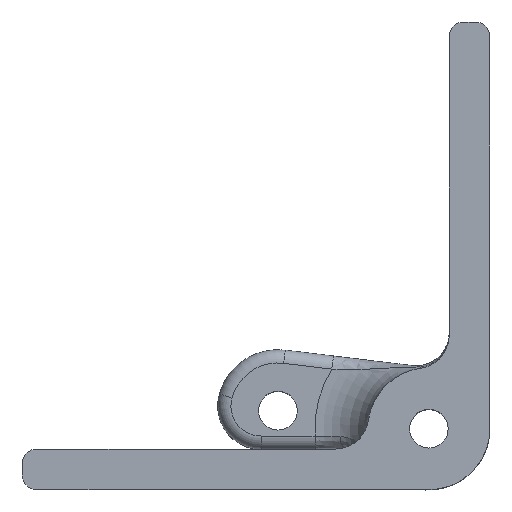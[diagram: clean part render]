
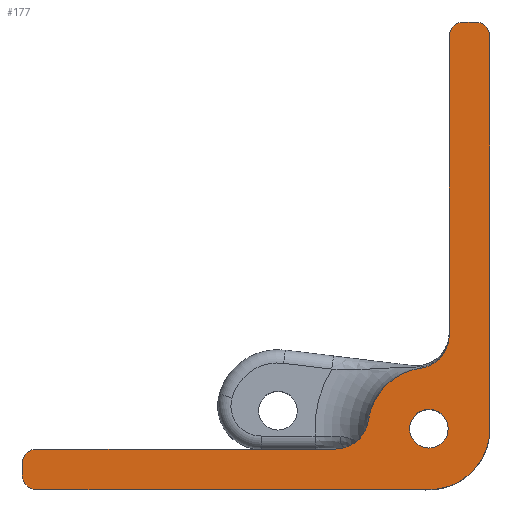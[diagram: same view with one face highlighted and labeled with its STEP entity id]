
A CAD part, top view. The second image highlights one B-rep face of the part: STEP entity #177.
In plain terms, the highlighted planar face has unit normal (0, 0, 1).
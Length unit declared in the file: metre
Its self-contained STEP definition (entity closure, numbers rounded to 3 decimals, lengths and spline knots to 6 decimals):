
#177 = ADVANCED_FACE( '', ( #358, #359 ), #360, .T. );
#358 = FACE_OUTER_BOUND( '', #1556, .T. );
#359 = FACE_BOUND( '', #1557, .T. );
#360 = PLANE( '', #1558 );
#1556 = EDGE_LOOP( '', ( #1958, #1959, #1960, #1961, #1962, #1963, #1964, #1965, #1966, #1967, #1968, #1969, #1970, #1971 ) );
#1557 = EDGE_LOOP( '', ( #1972 ) );
#1558 = AXIS2_PLACEMENT_3D( '', #1973, #1974, #1975 );
#1958 = ORIENTED_EDGE( '', *, *, #2170, .F. );
#1959 = ORIENTED_EDGE( '', *, *, #2062, .T. );
#1960 = ORIENTED_EDGE( '', *, *, #2134, .F. );
#1961 = ORIENTED_EDGE( '', *, *, #2047, .T. );
#1962 = ORIENTED_EDGE( '', *, *, #2161, .T. );
#1963 = ORIENTED_EDGE( '', *, *, #2174, .T. );
#1964 = ORIENTED_EDGE( '', *, *, #2030, .T. );
#1965 = ORIENTED_EDGE( '', *, *, #2093, .T. );
#1966 = ORIENTED_EDGE( '', *, *, #2139, .T. );
#1967 = ORIENTED_EDGE( '', *, *, #2195, .T. );
#1968 = ORIENTED_EDGE( '', *, *, #2129, .T. );
#1969 = ORIENTED_EDGE( '', *, *, #2172, .T. );
#1970 = ORIENTED_EDGE( '', *, *, #2155, .F. );
#1971 = ORIENTED_EDGE( '', *, *, #2018, .T. );
#1972 = ORIENTED_EDGE( '', *, *, #2123, .F. );
#1973 = CARTESIAN_POINT( '', ( -0.00629, 0.06155, 0.0263 ) );
#1974 = DIRECTION( '', ( 0., 0., 1. ) );
#1975 = DIRECTION( '', ( 1., 0., 0. ) );
#2018 = EDGE_CURVE( '', #2202, #2203, #2204, .T. );
#2030 = EDGE_CURVE( '', #2225, #2223, #2226, .T. );
#2047 = EDGE_CURVE( '', #2239, #2254, #2256, .T. );
#2062 = EDGE_CURVE( '', #2280, #2281, #2282, .T. );
#2093 = EDGE_CURVE( '', #2223, #2326, #2328, .T. );
#2123 = EDGE_CURVE( '', #2371, #2371, #2372, .T. );
#2129 = EDGE_CURVE( '', #2380, #2378, #2381, .T. );
#2134 = EDGE_CURVE( '', #2239, #2281, #2387, .T. );
#2139 = EDGE_CURVE( '', #2326, #2392, #2394, .T. );
#2155 = EDGE_CURVE( '', #2202, #2411, #2414, .T. );
#2161 = EDGE_CURVE( '', #2254, #2419, #2421, .T. );
#2170 = EDGE_CURVE( '', #2280, #2203, #2430, .T. );
#2172 = EDGE_CURVE( '', #2378, #2411, #2432, .F. );
#2174 = EDGE_CURVE( '', #2419, #2225, #2434, .T. );
#2195 = EDGE_CURVE( '', #2392, #2380, #2457, .F. );
#2202 = VERTEX_POINT( '', #2464 );
#2203 = VERTEX_POINT( '', #2465 );
#2204 = CIRCLE( '', #2466, 0.000724 );
#2223 = VERTEX_POINT( '', #2488 );
#2225 = VERTEX_POINT( '', #2491 );
#2226 = LINE( '', #2492, #2493 );
#2239 = VERTEX_POINT( '', #2547 );
#2254 = VERTEX_POINT( '', #2638 );
#2256 = CIRCLE( '', #2641, 0.003 );
#2280 = VERTEX_POINT( '', #2726 );
#2281 = VERTEX_POINT( '', #2727 );
#2282 = CIRCLE( '', #2728, 0.000724 );
#2326 = VERTEX_POINT( '', #2930 );
#2328 = CIRCLE( '', #2933, 0.000724 );
#2371 = VERTEX_POINT( '', #3124 );
#2372 = CIRCLE( '', #3125, 0.00095 );
#2378 = VERTEX_POINT( '', #3162 );
#2380 = VERTEX_POINT( '', #3165 );
#2381 = CIRCLE( '', #3166, 0.003 );
#2387 = LINE( '', #3232, #3233 );
#2392 = VERTEX_POINT( '', #3243 );
#2394 = LINE( '', #3246, #3247 );
#2411 = VERTEX_POINT( '', #3266 );
#2414 = LINE( '', #3271, #3272 );
#2419 = VERTEX_POINT( '', #3278 );
#2421 = LINE( '', #3281, #3282 );
#2430 = LINE( '', #3296, #3297 );
#2432 = CIRCLE( '', #3299, 0.001639 );
#2434 = CIRCLE( '', #3301, 0.000724 );
#2457 = CIRCLE( '', #3343, 0.001639 );
#2464 = CARTESIAN_POINT( '', ( 0.007144, 0.0356, 0.0263 ) );
#2465 = CARTESIAN_POINT( '', ( 0.00642, 0.034876, 0.0263 ) );
#2466 = AXIS2_PLACEMENT_3D( '', #3349, #3350, #3351 );
#2488 = CARTESIAN_POINT( '', ( 0.028144, 0.0566, 0.0263 ) );
#2491 = CARTESIAN_POINT( '', ( 0.028696, 0.0566, 0.0263 ) );
#2492 = CARTESIAN_POINT( '', ( 0.02842, 0.0566, 0.0263 ) );
#2493 = VECTOR( '', #3371, 1. );
#2547 = CARTESIAN_POINT( '', ( 0.02642, 0.0336, 0.0263 ) );
#2638 = CARTESIAN_POINT( '', ( 0.02942, 0.0366, 0.0263 ) );
#2641 = AXIS2_PLACEMENT_3D( '', #3391, #3392, #3393 );
#2726 = CARTESIAN_POINT( '', ( 0.00642, 0.034324, 0.0263 ) );
#2727 = CARTESIAN_POINT( '', ( 0.007144, 0.0336, 0.0263 ) );
#2728 = AXIS2_PLACEMENT_3D( '', #3415, #3416, #3417 );
#2930 = CARTESIAN_POINT( '', ( 0.02742, 0.055876, 0.0263 ) );
#2933 = AXIS2_PLACEMENT_3D( '', #3459, #3460, #3461 );
#3124 = CARTESIAN_POINT( '', ( 0.02737, 0.0366, 0.0263 ) );
#3125 = AXIS2_PLACEMENT_3D( '', #3487, #3488, #3489 );
#3162 = CARTESIAN_POINT( '', ( 0.023449, 0.037013, 0.0263 ) );
#3165 = CARTESIAN_POINT( '', ( 0.026007, 0.039571, 0.0263 ) );
#3166 = AXIS2_PLACEMENT_3D( '', #3494, #3495, #3496 );
#3232 = CARTESIAN_POINT( '', ( 0.01642, 0.0336, 0.0263 ) );
#3233 = VECTOR( '', #3499, 1. );
#3243 = CARTESIAN_POINT( '', ( 0.02742, 0.041195, 0.0263 ) );
#3246 = CARTESIAN_POINT( '', ( 0.02742, 0.048014, 0.0263 ) );
#3247 = VECTOR( '', #3502, 1. );
#3266 = CARTESIAN_POINT( '', ( 0.021825, 0.0356, 0.0263 ) );
#3271 = CARTESIAN_POINT( '', ( 0.015006, 0.0356, 0.0263 ) );
#3272 = VECTOR( '', #3528, 1. );
#3278 = CARTESIAN_POINT( '', ( 0.02942, 0.055876, 0.0263 ) );
#3281 = CARTESIAN_POINT( '', ( 0.02942, 0.0466, 0.0263 ) );
#3282 = VECTOR( '', #3531, 1. );
#3296 = CARTESIAN_POINT( '', ( 0.00642, 0.0346, 0.0263 ) );
#3297 = VECTOR( '', #3541, 1. );
#3299 = AXIS2_PLACEMENT_3D( '', #3542, #3543, #3544 );
#3301 = AXIS2_PLACEMENT_3D( '', #3545, #3546, #3547 );
#3343 = AXIS2_PLACEMENT_3D( '', #3567, #3568, #3569 );
#3349 = CARTESIAN_POINT( '', ( 0.007144, 0.034876, 0.0263 ) );
#3350 = DIRECTION( '', ( 0., 0., 1. ) );
#3351 = DIRECTION( '', ( 1., 0., 0. ) );
#3371 = DIRECTION( '', ( -1., 0., 0. ) );
#3391 = CARTESIAN_POINT( '', ( 0.02642, 0.0366, 0.0263 ) );
#3392 = DIRECTION( '', ( 0., 0., 1. ) );
#3393 = DIRECTION( '', ( 1., 0., 0. ) );
#3415 = CARTESIAN_POINT( '', ( 0.007144, 0.034324, 0.0263 ) );
#3416 = DIRECTION( '', ( 0., 0., 1. ) );
#3417 = DIRECTION( '', ( 1., 0., 0. ) );
#3459 = CARTESIAN_POINT( '', ( 0.028144, 0.055876, 0.0263 ) );
#3460 = DIRECTION( '', ( 0., 0., 1. ) );
#3461 = DIRECTION( '', ( 1., 0., 0. ) );
#3487 = CARTESIAN_POINT( '', ( 0.02642, 0.0366, 0.0263 ) );
#3488 = DIRECTION( '', ( 0., 0., 1. ) );
#3489 = DIRECTION( '', ( 1., 0., 0. ) );
#3494 = CARTESIAN_POINT( '', ( 0.02642, 0.0366, 0.0263 ) );
#3495 = DIRECTION( '', ( 0., 0., 1. ) );
#3496 = DIRECTION( '', ( 1., 0., 0. ) );
#3499 = DIRECTION( '', ( -1., 0., 0. ) );
#3502 = DIRECTION( '', ( 0., -1., 0. ) );
#3528 = DIRECTION( '', ( 1., 0., 0. ) );
#3531 = DIRECTION( '', ( 0., 1., 0. ) );
#3541 = DIRECTION( '', ( 0., 1., 0. ) );
#3542 = CARTESIAN_POINT( '', ( 0.021825, 0.037239, 0.0263 ) );
#3543 = DIRECTION( '', ( 0., 0., 1. ) );
#3544 = DIRECTION( '', ( 1., 0., 0. ) );
#3545 = CARTESIAN_POINT( '', ( 0.028696, 0.055876, 0.0263 ) );
#3546 = DIRECTION( '', ( 0., 0., 1. ) );
#3547 = DIRECTION( '', ( 1., 0., 0. ) );
#3567 = CARTESIAN_POINT( '', ( 0.025781, 0.041195, 0.0263 ) );
#3568 = DIRECTION( '', ( 0., 0., 1. ) );
#3569 = DIRECTION( '', ( 1., 0., 0. ) );
